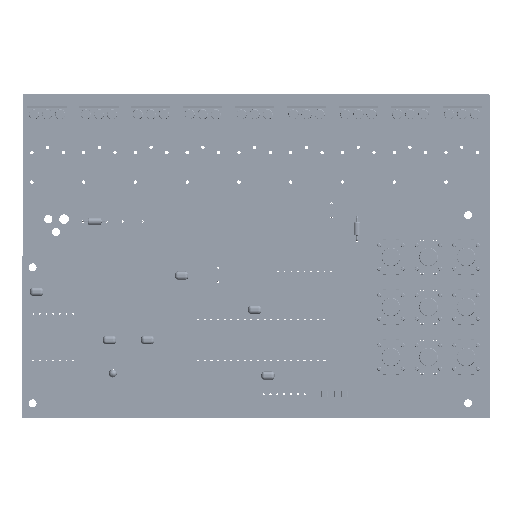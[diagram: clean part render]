
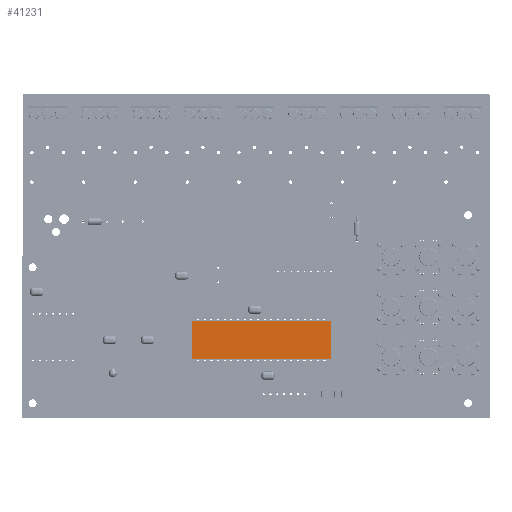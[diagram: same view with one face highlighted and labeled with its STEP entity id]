
A CAD part, top view. The second image highlights one B-rep face of the part: STEP entity #41231.
In plain terms, the highlighted planar face has unit normal (0, 0, 1).
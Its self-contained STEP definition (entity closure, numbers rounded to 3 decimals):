
#41102 = VERTEX_POINT('',#41103);
#41103 = CARTESIAN_POINT('',(26.6,7.375,5.97));
#41109 = EDGE_CURVE('',#41102,#41110,#41112,.T.);
#41110 = VERTEX_POINT('',#41111);
#41111 = CARTESIAN_POINT('',(-26.6,7.375,5.97));
#41112 = LINE('',#41113,#41114);
#41113 = CARTESIAN_POINT('',(26.6,7.375,5.97));
#41114 = VECTOR('',#41115,1.);
#41115 = DIRECTION('',(-1.,0.,0.));
#41140 = EDGE_CURVE('',#41110,#41141,#41143,.T.);
#41141 = VERTEX_POINT('',#41142);
#41142 = CARTESIAN_POINT('',(-26.6,-7.375,5.97));
#41143 = LINE('',#41144,#41145);
#41144 = CARTESIAN_POINT('',(-26.6,7.375,5.97));
#41145 = VECTOR('',#41146,1.);
#41146 = DIRECTION('',(0.,-1.,0.));
#41171 = EDGE_CURVE('',#41141,#41172,#41174,.T.);
#41172 = VERTEX_POINT('',#41173);
#41173 = CARTESIAN_POINT('',(26.6,-7.375,5.97));
#41174 = LINE('',#41175,#41176);
#41175 = CARTESIAN_POINT('',(-26.6,-7.375,5.97));
#41176 = VECTOR('',#41177,1.);
#41177 = DIRECTION('',(1.,0.,0.));
#41202 = EDGE_CURVE('',#41172,#41102,#41203,.T.);
#41203 = LINE('',#41204,#41205);
#41204 = CARTESIAN_POINT('',(26.6,-7.375,5.97));
#41205 = VECTOR('',#41206,1.);
#41206 = DIRECTION('',(0.,1.,0.));
#41231 = ADVANCED_FACE('',(#41232),#41238,.F.);
#41232 = FACE_BOUND('',#41233,.T.);
#41233 = EDGE_LOOP('',(#41234,#41235,#41236,#41237));
#41234 = ORIENTED_EDGE('',*,*,#41109,.T.);
#41235 = ORIENTED_EDGE('',*,*,#41140,.T.);
#41236 = ORIENTED_EDGE('',*,*,#41171,.T.);
#41237 = ORIENTED_EDGE('',*,*,#41202,.T.);
#41238 = PLANE('',#41239);
#41239 = AXIS2_PLACEMENT_3D('',#41240,#41241,#41242);
#41240 = CARTESIAN_POINT('',(26.6,7.375,5.97));
#41241 = DIRECTION('',(0.,0.,-1.));
#41242 = DIRECTION('',(-1.,0.,0.));
